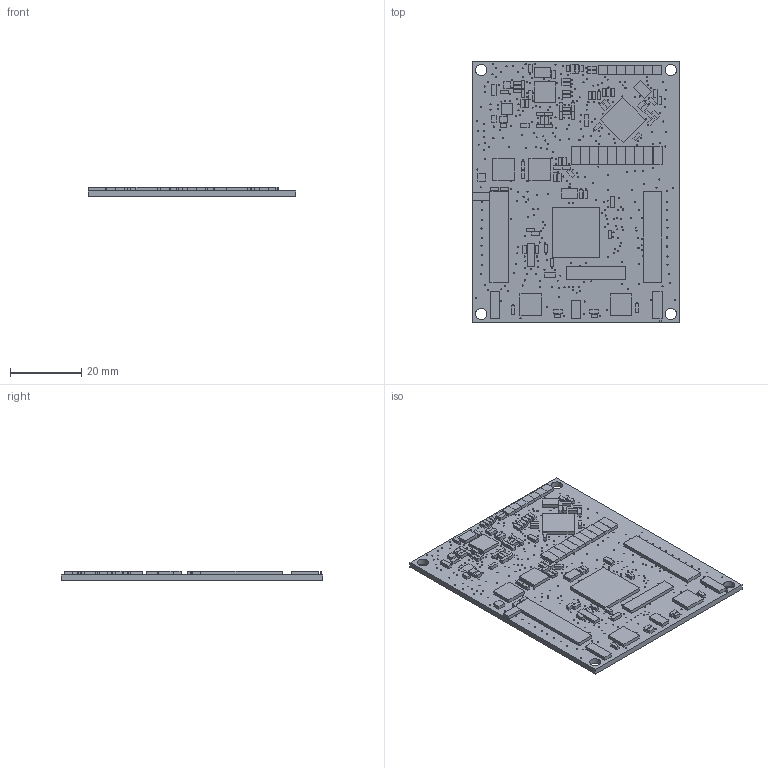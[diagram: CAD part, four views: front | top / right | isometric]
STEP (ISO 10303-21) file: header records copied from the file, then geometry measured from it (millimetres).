
FILE_DESCRIPTION(/* description */ (''),/* implementation_level */ '2;1');
FILE_NAME(/* name */ 'MSP-EXP430F5529LP.brd.iam.stp',/* time_stamp */ '2016-01-07T16:50:32-08:00',/* author */ ('PhillipD'),/* organization */ (''),/* preprocessor_version */ 'ST-DEVELOPER v16.1',/* originating_system */ 'Autodesk Inventor 2016',/* authorisation */ '');
FILE_SCHEMA (('AUTOMOTIVE_DESIGN { 1 0 10303 214 3 1 1 }'));
Length unit declared in the file: inch
Products named in the file (39): MSP-EXP430F5529LP.brd_Outline; 0402, 0402_1; A_3216-18R, A_3216-18R_14; CSMD0805, 1U_32; RHB_S-PQFP-N32, TUSB2046BIRHBIRHB_49; 2X10, 2X10_51; 1X03, 1X03_53; JP1M, _5V_59; JP1M, _3V3_61; JP1M, GND_63; JP1M, SBW_TST_65; JP1M, SBW_RST_67; JP1M, SBW_NC_69; JP1M, TXD_71; JP1M, RXD_73; JP1M, CTS_75; JP1M, RTS_77; JP1, LED1_PWR_79; L-NR3010, 2_2UH_81; CHIPLED_0603, CHIPLED_0603_83; CHIP-LED0603, CHIP-LED0603_86; RGC64, MSP430F5528IRGC_89; MS3V-T1R, 32_768KHZ_91; MURATA-FILTER_CSTCR, CSTCR4M00G15L99_93; MURATA-FILTER_CSTCR, PIEZO_CSTCR4M00G15L99_95; MURATA-FILTER_CSTCR, CSTCR6M00G15L99_97; PBTH, S1_PBTH_138; PBTH, S2_PBTH_140; PBTH, RST_142; PBTH, BSL_144; 1X01, 1X01_146; LOGO16_TPLACE, U_1_LOGO16_TPLACE_154; TILOGO_SMALL, U_2_TILOGO_SMALL_156; MS_TM, MS_TM_158; SILK_3V3_TAG, SILK_3V3_TAG_162; PN80, MSP430F5529IPNR_171; DRY6, TPS62237DRY_173; TPD2E001-DRL, TPD2E001DRLR_175; MSP-EXP430F5529LP.brd
Assembly tree (125 placements, depth 2):
  MSP-EXP430F5529LP.brd
    MSP-EXP430F5529LP.brd_Outline
    0402, 0402_1  x74
    A_3216-18R, A_3216-18R_14  x4
    CSMD0805, 1U_32  x2
    RHB_S-PQFP-N32, TUSB2046BIRHBIRHB_49
    2X10, 2X10_51  x2
    1X03, 1X03_53  x2
    JP1M, _5V_59
    JP1M, _3V3_61
    JP1M, GND_63
    JP1M, SBW_TST_65
    JP1M, SBW_RST_67
    JP1M, SBW_NC_69
    JP1M, TXD_71
    JP1M, RXD_73
    JP1M, CTS_75
    JP1M, RTS_77
    JP1, LED1_PWR_79
    L-NR3010, 2_2UH_81
    CHIPLED_0603, CHIPLED_0603_83  x2
    CHIP-LED0603, CHIP-LED0603_86  x2
    RGC64, MSP430F5528IRGC_89
    MS3V-T1R, 32_768KHZ_91
    MURATA-FILTER_CSTCR, CSTCR4M00G15L99_93
    MURATA-FILTER_CSTCR, PIEZO_CSTCR4M00G15L99_95
    MURATA-FILTER_CSTCR, CSTCR6M00G15L99_97
    PBTH, S1_PBTH_138
    PBTH, S2_PBTH_140
    PBTH, RST_142
    PBTH, BSL_144
    1X01, 1X01_146  x7
    LOGO16_TPLACE, U_1_LOGO16_TPLACE_154
    TILOGO_SMALL, U_2_TILOGO_SMALL_156
    MS_TM, MS_TM_158
    SILK_3V3_TAG, SILK_3V3_TAG_162
    PN80, MSP430F5529IPNR_171
    DRY6, TPS62237DRY_173
    TPD2E001-DRL, TPD2E001DRLR_175
Bounding box: 58.42 x 73.66 x 2.6 mm (x, y, z)
Volume: 7973.6 mm3; surface area: 13815 mm2
Topology: 125 solids, 125 shells, 1281 faces, 3093 edges, 2062 vertices
Faces by surface type: plane 750, cylinder 531
Full cylindrical faces by diameter (mm): 0.305 x444, 0.91 x75, 1.02 x8, 3.175 x4
Entity records: 25612 total; most frequent: DIRECTION 4426, CARTESIAN_POINT 3807, ORIENTED_EDGE 3036, EDGE_LOOP 2352, AXIS2_PLACEMENT_3D 1985, FACE_BOUND 1593, EDGE_CURVE 1518, VERTEX_POINT 1366
